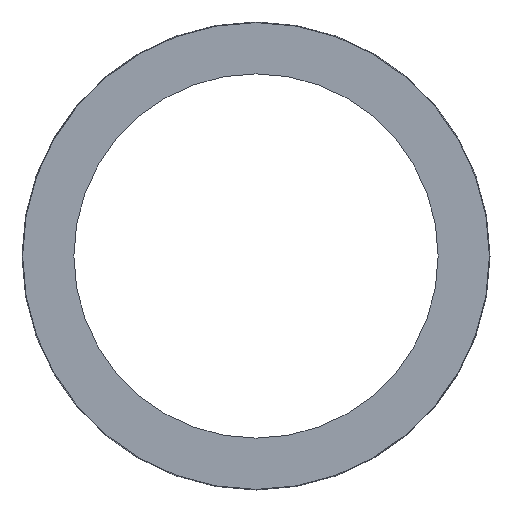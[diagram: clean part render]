
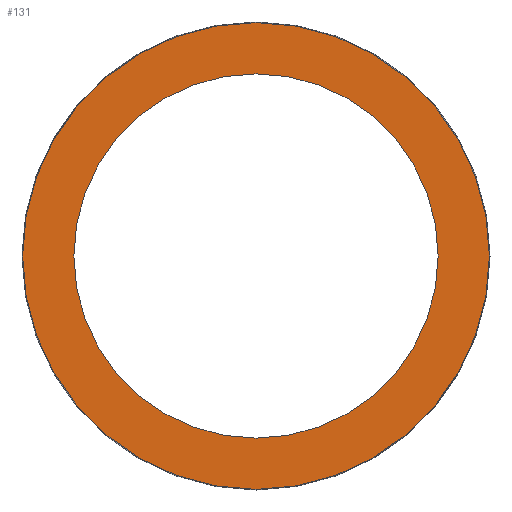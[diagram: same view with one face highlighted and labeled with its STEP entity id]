
A CAD part, front view. The second image highlights one B-rep face of the part: STEP entity #131.
In plain terms, the highlighted planar face has unit normal (0, -1, 0).
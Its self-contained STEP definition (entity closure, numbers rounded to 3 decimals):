
#6 = VERTEX_POINT ( 'NONE', #221 ) ;
#7 = AXIS2_PLACEMENT_3D ( 'NONE', #95, #197, #74 ) ;
#8 = ORIENTED_EDGE ( 'NONE', *, *, #106, .F. ) ;
#19 = DIRECTION ( 'NONE',  ( 0., -1., 0. ) ) ;
#22 = CARTESIAN_POINT ( 'NONE',  ( -27.55, 0., 0. ) ) ;
#32 = CARTESIAN_POINT ( 'NONE',  ( 0., 0., -21.5 ) ) ;
#34 = AXIS2_PLACEMENT_3D ( 'NONE', #173, #231, #117 ) ;
#35 = CARTESIAN_POINT ( 'NONE',  ( 0., 0., 27.55 ) ) ;
#42 = CIRCLE ( 'NONE', #214, 21.5 ) ;
#53 = CARTESIAN_POINT ( 'NONE',  ( 0., 0., 0. ) ) ;
#61 = EDGE_CURVE ( 'NONE', #120, #6, #42, .T. ) ;
#68 = AXIS2_PLACEMENT_3D ( 'NONE', #196, #169, #69 ) ;
#69 = DIRECTION ( 'NONE',  ( 0., 0., -1. ) ) ;
#74 = DIRECTION ( 'NONE',  ( 0., 0., -1. ) ) ;
#77 = CIRCLE ( 'NONE', #7, 27.55 ) ;
#84 = CIRCLE ( 'NONE', #34, 21.5 ) ;
#89 = VERTEX_POINT ( 'NONE', #35 ) ;
#95 = CARTESIAN_POINT ( 'NONE',  ( 0., 0., 0. ) ) ;
#97 = AXIS2_PLACEMENT_3D ( 'NONE', #22, #137, #115 ) ;
#106 = EDGE_CURVE ( 'NONE', #6, #120, #84, .T. ) ;
#111 = ORIENTED_EDGE ( 'NONE', *, *, #61, .F. ) ;
#115 = DIRECTION ( 'NONE',  ( 0., 0., 1. ) ) ;
#117 = DIRECTION ( 'NONE',  ( 0., 0., -1. ) ) ;
#120 = VERTEX_POINT ( 'NONE', #32 ) ;
#131 = ADVANCED_FACE ( 'NONE', ( #181, #186 ), #209, .F. ) ;
#137 = DIRECTION ( 'NONE',  ( 0., 1., 0. ) ) ;
#141 = EDGE_CURVE ( 'NONE', #89, #201, #77, .T. ) ;
#153 = ORIENTED_EDGE ( 'NONE', *, *, #162, .T. ) ;
#162 = EDGE_CURVE ( 'NONE', #201, #89, #182, .T. ) ;
#169 = DIRECTION ( 'NONE',  ( 0., -1., 0. ) ) ;
#172 = CARTESIAN_POINT ( 'NONE',  ( 0., 0., -27.55 ) ) ;
#173 = CARTESIAN_POINT ( 'NONE',  ( 0., 0., 0. ) ) ;
#175 = ORIENTED_EDGE ( 'NONE', *, *, #141, .T. ) ;
#181 = FACE_BOUND ( 'NONE', #207, .T. ) ;
#182 = CIRCLE ( 'NONE', #68, 27.55 ) ;
#186 = FACE_OUTER_BOUND ( 'NONE', #219, .T. ) ;
#188 = DIRECTION ( 'NONE',  ( 0., 0., -1. ) ) ;
#196 = CARTESIAN_POINT ( 'NONE',  ( 0., 0., 0. ) ) ;
#197 = DIRECTION ( 'NONE',  ( 0., -1., 0. ) ) ;
#201 = VERTEX_POINT ( 'NONE', #172 ) ;
#207 = EDGE_LOOP ( 'NONE', ( #111, #8 ) ) ;
#209 = PLANE ( 'NONE',  #97 ) ;
#214 = AXIS2_PLACEMENT_3D ( 'NONE', #53, #19, #188 ) ;
#219 = EDGE_LOOP ( 'NONE', ( #175, #153 ) ) ;
#221 = CARTESIAN_POINT ( 'NONE',  ( 0., 0., 21.5 ) ) ;
#231 = DIRECTION ( 'NONE',  ( 0., -1., 0. ) ) ;
